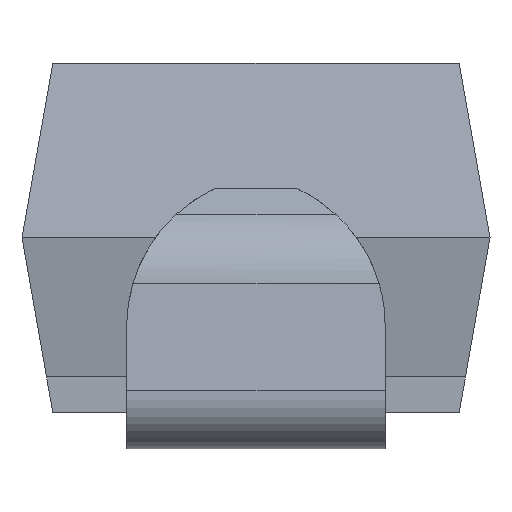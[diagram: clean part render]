
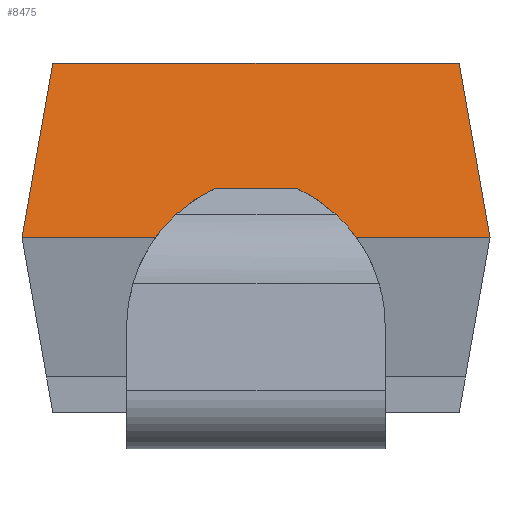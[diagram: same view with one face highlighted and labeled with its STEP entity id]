
A CAD part, left-side view. The second image highlights one B-rep face of the part: STEP entity #8475.
In plain terms, the highlighted planar face has unit normal (-0.985, 0, 0.174).
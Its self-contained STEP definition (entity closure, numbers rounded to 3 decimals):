
#352 = ORIENTED_EDGE ( 'NONE', *, *, #12115, .T. ) ;
#426 = ORIENTED_EDGE ( 'NONE', *, *, #10549, .F. ) ;
#688 = CARTESIAN_POINT ( 'NONE',  ( -2.023, 1.236, 0.436 ) ) ;
#836 = ORIENTED_EDGE ( 'NONE', *, *, #8019, .T. ) ;
#924 = CARTESIAN_POINT ( 'NONE',  ( -2.1, -1.313, 0. ) ) ;
#1282 = VERTEX_POINT ( 'NONE', #14862 ) ;
#1432 = ORIENTED_EDGE ( 'NONE', *, *, #6594, .T. ) ;
#1746 = CARTESIAN_POINT ( 'NONE',  ( -1.927, 0., 0.98 ) ) ;
#1873 = LINE ( 'NONE', #10617, #3489 ) ;
#2124 = VERTEX_POINT ( 'NONE', #13445 ) ;
#2190 = CARTESIAN_POINT ( 'NONE',  ( -2.062, 0.363, 0.216 ) ) ;
#3087 = DIRECTION ( 'NONE',  ( 0., -1., 0. ) ) ;
#3265 = VERTEX_POINT ( 'NONE', #7292 ) ;
#3489 = VECTOR ( 'NONE', #3087, 1000. ) ;
#3788 = CARTESIAN_POINT ( 'NONE',  ( -2.1, 0.565, 0. ) ) ;
#3952 = CARTESIAN_POINT ( 'NONE',  ( -2.1, -1.313, 0. ) ) ;
#4099 = VECTOR ( 'NONE', #6630, 1000. ) ;
#4157 = VERTEX_POINT ( 'NONE', #8322 ) ;
#4503 = CARTESIAN_POINT ( 'NONE',  ( -2.1, -1.313, 0. ) ) ;
#5387 = CARTESIAN_POINT ( 'NONE',  ( -2.051, -0.227, 0.278 ) ) ;
#5545 = DIRECTION ( 'NONE',  ( -0.171, -0.171, -0.97 ) ) ;
#5888 = CARTESIAN_POINT ( 'NONE',  ( -2.1, -0.565, 0. ) ) ;
#6553 = CARTESIAN_POINT ( 'NONE',  ( -2.1, -0.565, 0. ) ) ;
#6594 = EDGE_CURVE ( 'NONE', #1282, #7920, #1873, .T. ) ;
#6630 = DIRECTION ( 'NONE',  ( 0., -1., 0. ) ) ;
#6724 = DIRECTION ( 'NONE',  ( -0.171, 0.171, -0.97 ) ) ;
#7162 = LINE ( 'NONE', #9522, #7669 ) ;
#7292 = CARTESIAN_POINT ( 'NONE',  ( -2.1, -1.313, 0. ) ) ;
#7305 = CARTESIAN_POINT ( 'NONE',  ( -2.051, 0.227, 0.278 ) ) ;
#7669 = VECTOR ( 'NONE', #14419, 1000. ) ;
#7765 = CARTESIAN_POINT ( 'NONE',  ( -2.079, -0.478, 0.121 ) ) ;
#7920 = VERTEX_POINT ( 'NONE', #3788 ) ;
#8019 = EDGE_CURVE ( 'NONE', #4157, #1282, #13984, .T. ) ;
#8298 = AXIS2_PLACEMENT_3D ( 'NONE', #4503, #15427, #9259 ) ;
#8322 = CARTESIAN_POINT ( 'NONE',  ( -1.927, 1.14, 0.98 ) ) ;
#8475 = ADVANCED_FACE ( 'NONE', ( #13034 ), #15275, .T. ) ;
#8624 = ORIENTED_EDGE ( 'NONE', *, *, #8999, .F. ) ;
#8864 = EDGE_CURVE ( 'NONE', #10689, #3265, #13244, .T. ) ;
#8999 = EDGE_CURVE ( 'NONE', #10689, #11375, #12430, .T. ) ;
#9259 = DIRECTION ( 'NONE',  ( 0.174, 0., 0.985 ) ) ;
#9270 =( BOUNDED_CURVE ( )  B_SPLINE_CURVE ( 3, ( #7305, #2190, #9800, #13425 ),
 .UNSPECIFIED., .F., .F. ) 
 B_SPLINE_CURVE_WITH_KNOTS ( ( 4, 4 ),
 ( 0.432, 0.948 ),
 .UNSPECIFIED. ) 
 CURVE ( )  GEOMETRIC_REPRESENTATION_ITEM ( )  RATIONAL_B_SPLINE_CURVE ( ( 1., 0.978, 0.978, 1. ) ) 
 REPRESENTATION_ITEM ( '' )  );
#9449 = EDGE_CURVE ( 'NONE', #2124, #7920, #9270, .T. ) ;
#9517 = CARTESIAN_POINT ( 'NONE',  ( -2.062, -0.363, 0.216 ) ) ;
#9522 = CARTESIAN_POINT ( 'NONE',  ( -2.051, 0.725, 0.278 ) ) ;
#9571 = VECTOR ( 'NONE', #6724, 1000. ) ;
#9800 = CARTESIAN_POINT ( 'NONE',  ( -2.079, 0.478, 0.121 ) ) ;
#10549 = EDGE_CURVE ( 'NONE', #14103, #3265, #14945, .T. ) ;
#10617 = CARTESIAN_POINT ( 'NONE',  ( -2.1, -1.313, 0. ) ) ;
#10689 = VERTEX_POINT ( 'NONE', #6553 ) ;
#10794 = CARTESIAN_POINT ( 'NONE',  ( -2.051, -0.227, 0.278 ) ) ;
#11375 = VERTEX_POINT ( 'NONE', #5387 ) ;
#11424 = ORIENTED_EDGE ( 'NONE', *, *, #9449, .F. ) ;
#11772 = EDGE_CURVE ( 'NONE', #4157, #14103, #11792, .T. ) ;
#11792 = LINE ( 'NONE', #1746, #4099 ) ;
#12115 = EDGE_CURVE ( 'NONE', #2124, #11375, #7162, .T. ) ;
#12430 =( BOUNDED_CURVE ( )  B_SPLINE_CURVE ( 3, ( #5888, #7765, #9517, #10794 ),
 .UNSPECIFIED., .F., .F. ) 
 B_SPLINE_CURVE_WITH_KNOTS ( ( 4, 4 ),
 ( 5.335, 5.851 ),
 .UNSPECIFIED. ) 
 CURVE ( )  GEOMETRIC_REPRESENTATION_ITEM ( )  RATIONAL_B_SPLINE_CURVE ( ( 1., 0.978, 0.978, 1. ) ) 
 REPRESENTATION_ITEM ( '' )  );
#12528 = VECTOR ( 'NONE', #5545, 1000. ) ;
#12947 = CARTESIAN_POINT ( 'NONE',  ( -1.927, -1.14, 0.98 ) ) ;
#12972 = EDGE_LOOP ( 'NONE', ( #8624, #13114, #426, #15454, #836, #1432, #11424, #352 ) ) ;
#13034 = FACE_OUTER_BOUND ( 'NONE', #12972, .T. ) ;
#13083 = DIRECTION ( 'NONE',  ( 0., -1., 0. ) ) ;
#13114 = ORIENTED_EDGE ( 'NONE', *, *, #8864, .T. ) ;
#13244 = LINE ( 'NONE', #924, #13767 ) ;
#13425 = CARTESIAN_POINT ( 'NONE',  ( -2.1, 0.565, 0. ) ) ;
#13445 = CARTESIAN_POINT ( 'NONE',  ( -2.051, 0.227, 0.278 ) ) ;
#13767 = VECTOR ( 'NONE', #13083, 1000. ) ;
#13984 = LINE ( 'NONE', #688, #9571 ) ;
#14103 = VERTEX_POINT ( 'NONE', #12947 ) ;
#14419 = DIRECTION ( 'NONE',  ( 0., -1., 0. ) ) ;
#14862 = CARTESIAN_POINT ( 'NONE',  ( -2.1, 1.313, 0. ) ) ;
#14945 = LINE ( 'NONE', #3952, #12528 ) ;
#15275 = PLANE ( 'NONE',  #8298 ) ;
#15427 = DIRECTION ( 'NONE',  ( -0.985, 0., 0.174 ) ) ;
#15454 = ORIENTED_EDGE ( 'NONE', *, *, #11772, .F. ) ;
